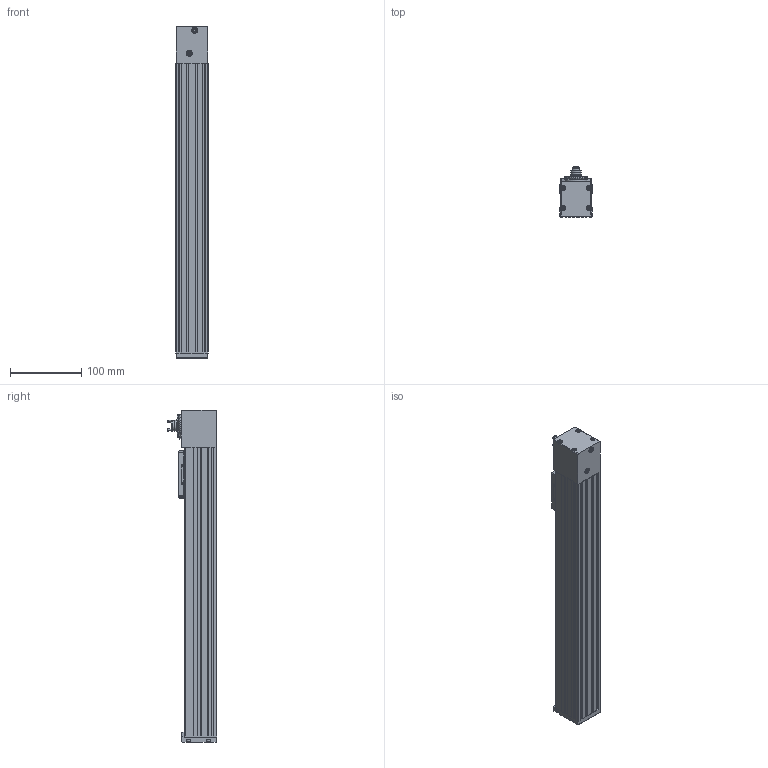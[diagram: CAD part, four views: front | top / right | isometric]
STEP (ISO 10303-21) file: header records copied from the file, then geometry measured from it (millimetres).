
FILE_DESCRIPTION(/* description */ ('STEP AP214'),/* implementation_level */ '2;1');
FILE_NAME(/* name */ '8062769_ELGC-TB-KF-45-300',/* time_stamp */ '2024-08-21T18:38:05+02:00',/* author */ ('License CC BY-ND 4.0'),/* organization */ ('CADENAS'),/* preprocessor_version */ 'ST-DEVELOPER v19.3',/* originating_system */ 'PARTsolutions',/* authorisation */ ' ');
FILE_SCHEMA (('AUTOMOTIVE_DESIGN {1 0 10303 214 3 1 1}'));
Length unit declared in the file: millimetre
Products named in the file (6): 8062769 ELGC-TB-KF-45-300---(0); 8058608 ELGC-TB-KF-45-300---(0000h) ; 340116 G1/8-AEVU; 8058608 ELGC-TB-KF-45(s); 8141997 EAMC-15-GB8-D8x9-A; DIN-912 - M2.5x8(F)
Assembly tree (5 placements, depth 2):
  8062769 ELGC-TB-KF-45-300---(0)
    8058608 ELGC-TB-KF-45-300---(0000h) 
    340116 G1/8-AEVU
    8058608 ELGC-TB-KF-45(s)
    8141997 EAMC-15-GB8-D8x9-A
    DIN-912 - M2.5x8(F)
Bounding box: 45 x 69.4 x 465 mm (x, y, z)
Volume: 774792.7 mm3; surface area: 174466.5 mm2
Topology: 5 solids, 5 shells, 739 faces, 1917 edges, 1251 vertices
Faces by surface type: plane 362, cylinder 312, cone 47, torus 18
Full cylindrical faces by diameter (mm): 1.567 x4, 2.013 x1, 2.5 x2, 3 x1, 3.242 x4, 4 x4, 4.5 x1, 4.7 x2, 5.5 x10, 6.1 x4, 6.2 x1, 7 x2, 8 x1, 8.1 x2, 8.3 x1, 8.5 x1, 8.566 x1, 10 x1
Entity records: 23716 total; most frequent: CARTESIAN_POINT 4009, DIRECTION 3935, ORIENTED_EDGE 3622, EDGE_CURVE 1811, AXIS2_PLACEMENT_3D 1440, VERTEX_POINT 1236, LINE 1055, VECTOR 1055
